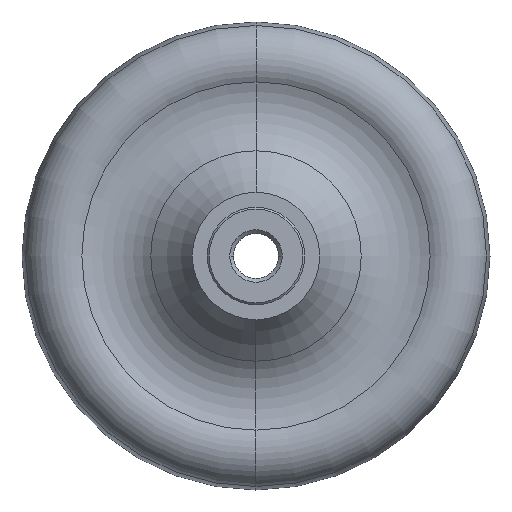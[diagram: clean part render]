
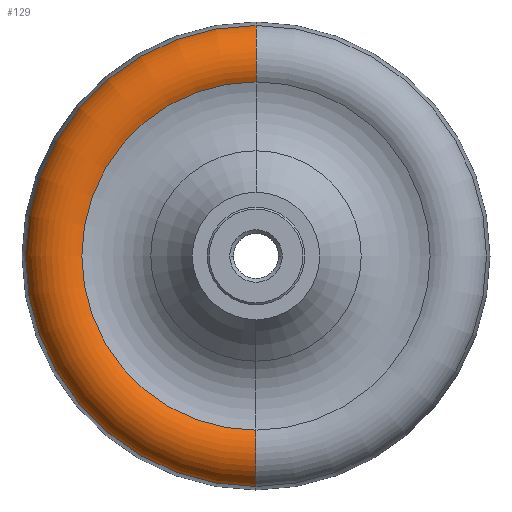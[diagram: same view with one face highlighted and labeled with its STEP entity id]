
A CAD part, left-side view. The second image highlights one B-rep face of the part: STEP entity #129.
In plain terms, the highlighted toroidal (fillet/blend) face has major radius 52 mm and minor radius 10 mm.
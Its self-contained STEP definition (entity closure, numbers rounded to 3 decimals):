
#129 = ADVANCED_FACE( '', ( #205 ), #206, .T. );
#205 = FACE_OUTER_BOUND( '', #349, .T. );
#206 = TOROIDAL_SURFACE( '', #350, 52., 10. );
#349 = EDGE_LOOP( '', ( #524, #525, #526, #527, #528, #529 ) );
#350 = AXIS2_PLACEMENT_3D( '', #530, #531, #532 );
#524 = ORIENTED_EDGE( '', *, *, #1037, .F. );
#525 = ORIENTED_EDGE( '', *, *, #1038, .T. );
#526 = ORIENTED_EDGE( '', *, *, #1039, .T. );
#527 = ORIENTED_EDGE( '', *, *, #1040, .F. );
#528 = ORIENTED_EDGE( '', *, *, #1041, .F. );
#529 = ORIENTED_EDGE( '', *, *, #1042, .F. );
#530 = CARTESIAN_POINT( '', ( 32., 0., 0. ) );
#531 = DIRECTION( '', ( -1., 0., 0. ) );
#532 = DIRECTION( '', ( 0., 0., 1. ) );
#1037 = EDGE_CURVE( '', #1218, #1215, #1219, .T. );
#1038 = EDGE_CURVE( '', #1218, #1220, #1221, .T. );
#1039 = EDGE_CURVE( '', #1220, #1222, #1223, .T. );
#1040 = EDGE_CURVE( '', #1213, #1222, #1224, .T. );
#1041 = EDGE_CURVE( '', #1225, #1213, #1226, .T. );
#1042 = EDGE_CURVE( '', #1215, #1225, #1227, .T. );
#1213 = VERTEX_POINT( '', #1484 );
#1215 = VERTEX_POINT( '', #1486 );
#1218 = VERTEX_POINT( '', #1489 );
#1219 = CIRCLE( '', #1490, 10. );
#1220 = VERTEX_POINT( '', #1491 );
#1221 = CIRCLE( '', #1492, 61.539 );
#1222 = VERTEX_POINT( '', #1493 );
#1223 = CIRCLE( '', #1494, 61.539 );
#1224 = CIRCLE( '', #1495, 10. );
#1225 = VERTEX_POINT( '', #1496 );
#1226 = CIRCLE( '', #1497, 46.51 );
#1227 = CIRCLE( '', #1498, 46.51 );
#1484 = CARTESIAN_POINT( '', ( 23.641, 0., -46.51 ) );
#1486 = CARTESIAN_POINT( '', ( 23.641, 0., 46.51 ) );
#1489 = CARTESIAN_POINT( '', ( 29., 0., 61.539 ) );
#1490 = AXIS2_PLACEMENT_3D( '', #2168, #2169, #2170 );
#1491 = CARTESIAN_POINT( '', ( 29., 61.539, 0. ) );
#1492 = AXIS2_PLACEMENT_3D( '', #2171, #2172, #2173 );
#1493 = CARTESIAN_POINT( '', ( 29., 0., -61.539 ) );
#1494 = AXIS2_PLACEMENT_3D( '', #2174, #2175, #2176 );
#1495 = AXIS2_PLACEMENT_3D( '', #2177, #2178, #2179 );
#1496 = CARTESIAN_POINT( '', ( 23.641, 46.51, 0. ) );
#1497 = AXIS2_PLACEMENT_3D( '', #2180, #2181, #2182 );
#1498 = AXIS2_PLACEMENT_3D( '', #2183, #2184, #2185 );
#2168 = CARTESIAN_POINT( '', ( 32., 0., 52. ) );
#2169 = DIRECTION( '', ( 0., -1., 0. ) );
#2170 = DIRECTION( '', ( 0., 0., 1. ) );
#2171 = CARTESIAN_POINT( '', ( 29., 0., 0. ) );
#2172 = DIRECTION( '', ( -1., 0., 0. ) );
#2173 = DIRECTION( '', ( 0., 1., 0. ) );
#2174 = CARTESIAN_POINT( '', ( 29., 0., 0. ) );
#2175 = DIRECTION( '', ( -1., 0., 0. ) );
#2176 = DIRECTION( '', ( 0., 1., 0. ) );
#2177 = CARTESIAN_POINT( '', ( 32., 0., -52. ) );
#2178 = DIRECTION( '', ( 0., -1., 0. ) );
#2179 = DIRECTION( '', ( 0., 0., -1. ) );
#2180 = CARTESIAN_POINT( '', ( 23.641, 0., 0. ) );
#2181 = DIRECTION( '', ( -1., 0., 0. ) );
#2182 = DIRECTION( '', ( 0., 1., 0. ) );
#2183 = CARTESIAN_POINT( '', ( 23.641, 0., 0. ) );
#2184 = DIRECTION( '', ( -1., 0., 0. ) );
#2185 = DIRECTION( '', ( 0., 1., 0. ) );
